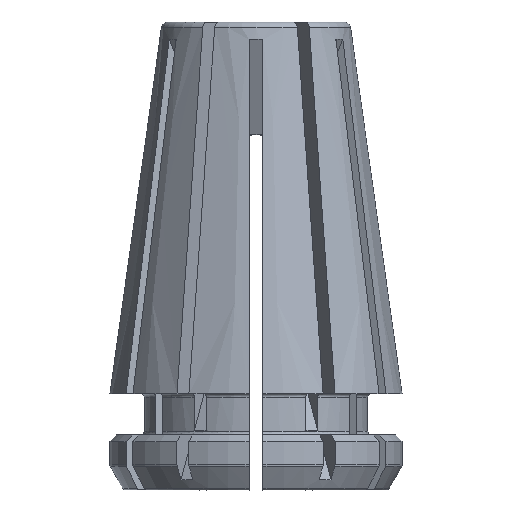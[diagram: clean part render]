
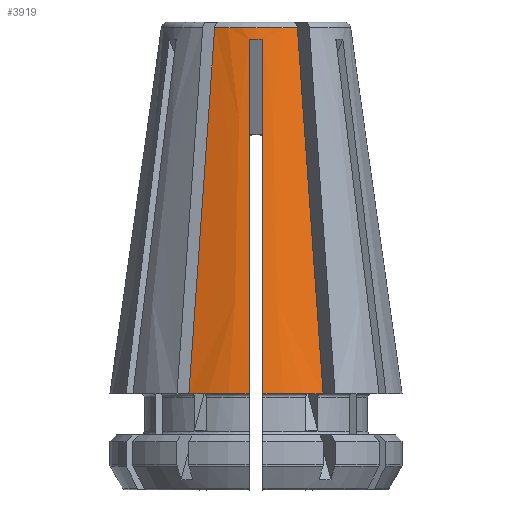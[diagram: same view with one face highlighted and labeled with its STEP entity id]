
A CAD part, left-side view. The second image highlights one B-rep face of the part: STEP entity #3919.
In plain terms, the highlighted conical face has half-angle 8 degrees and reference radius 4.25 mm.
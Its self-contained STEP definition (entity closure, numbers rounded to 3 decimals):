
#27=CONICAL_SURFACE('',#4339,4.25,0.14);
#107=ELLIPSE('',#4340,9.404,3.816);
#183=B_SPLINE_CURVE_WITH_KNOTS('',3,(#5943,#5944,#5945,#5946,#5947,#5948,
#5949,#5950,#5951,#5952),.UNSPECIFIED.,.F.,.F.,(4,3,3,4),(0.012,
0.013,0.018,0.023),.UNSPECIFIED.);
#186=B_SPLINE_CURVE_WITH_KNOTS('',3,(#5980,#5981,#5982,#5983,#5984,#5985,
#5986),.UNSPECIFIED.,.F.,.F.,(4,3,4),(0.,0.007,
0.011),.UNSPECIFIED.);
#244=B_SPLINE_CURVE_WITH_KNOTS('',3,(#6880,#6881,#6882,#6883,#6884,#6885,
#6886),.UNSPECIFIED.,.F.,.F.,(4,3,4),(0.,0.007,
0.011),.UNSPECIFIED.);
#258=B_SPLINE_CURVE_WITH_KNOTS('',3,(#7034,#7035,#7036,#7037,#7038,#7039,
#7040,#7041,#7042,#7043),.UNSPECIFIED.,.F.,.F.,(4,3,3,4),(0.012,
0.013,0.018,0.023),.UNSPECIFIED.);
#1448=ORIENTED_EDGE('',*,*,#2512,.F.);
#1449=ORIENTED_EDGE('',*,*,#2513,.T.);
#1450=ORIENTED_EDGE('',*,*,#2132,.T.);
#1451=ORIENTED_EDGE('',*,*,#2288,.T.);
#1452=ORIENTED_EDGE('',*,*,#2462,.T.);
#1453=ORIENTED_EDGE('',*,*,#2514,.F.);
#1454=ORIENTED_EDGE('',*,*,#2142,.F.);
#1455=ORIENTED_EDGE('',*,*,#2262,.T.);
#2132=EDGE_CURVE('',#2728,#2742,#183,.T.);
#2142=EDGE_CURVE('',#2752,#2753,#186,.T.);
#2262=EDGE_CURVE('',#2752,#2839,#3139,.T.);
#2288=EDGE_CURVE('',#2742,#2859,#3156,.T.);
#2462=EDGE_CURVE('',#2859,#2990,#244,.T.);
#2512=EDGE_CURVE('',#3018,#2839,#258,.T.);
#2513=EDGE_CURVE('',#3018,#2728,#107,.T.);
#2514=EDGE_CURVE('',#2753,#2990,#3238,.T.);
#2728=VERTEX_POINT('',#5887);
#2742=VERTEX_POINT('',#5942);
#2752=VERTEX_POINT('',#5979);
#2753=VERTEX_POINT('',#5987);
#2839=VERTEX_POINT('',#6300);
#2859=VERTEX_POINT('',#6371);
#2990=VERTEX_POINT('',#6879);
#3018=VERTEX_POINT('',#7044);
#3139=CIRCLE('',#4161,4.25);
#3156=CIRCLE('',#4187,4.25);
#3238=CIRCLE('',#4341,2.756);
#3405=EDGE_LOOP('',(#1448,#1449,#1450,#1451,#1452,#1453,#1454,#1455));
#3617=FACE_BOUND('',#3405,.T.);
#3919=ADVANCED_FACE('',(#3617),#27,.T.);
#4161=AXIS2_PLACEMENT_3D('',#6301,#4849,#4850);
#4187=AXIS2_PLACEMENT_3D('',#6370,#4905,#4906);
#4339=AXIS2_PLACEMENT_3D('',#7033,#5300,#5301);
#4340=AXIS2_PLACEMENT_3D('',#7045,#5302,#5303);
#4341=AXIS2_PLACEMENT_3D('',#7046,#5304,#5305);
#4849=DIRECTION('',(0.,0.,1.));
#4850=DIRECTION('',(1.,0.,0.));
#4905=DIRECTION('',(0.,0.,1.));
#4906=DIRECTION('',(1.,0.,0.));
#5300=DIRECTION('',(0.,0.,-1.));
#5301=DIRECTION('',(-1.,0.,0.));
#5302=DIRECTION('',(0.905,0.,0.425));
#5303=DIRECTION('',(0.425,0.,-0.905));
#5304=DIRECTION('',(0.,0.,1.));
#5305=DIRECTION('',(1.,0.,0.));
#5887=CARTESIAN_POINT('',(-2.797,-0.2,13.088));
#5942=CARTESIAN_POINT('',(-4.245,-0.2,2.8));
#5943=CARTESIAN_POINT('',(-2.797,-0.2,13.088));
#5944=CARTESIAN_POINT('',(-2.816,-0.2,12.956));
#5945=CARTESIAN_POINT('',(-2.834,-0.2,12.824));
#5946=CARTESIAN_POINT('',(-2.853,-0.2,12.691));
#5947=CARTESIAN_POINT('',(-3.086,-0.2,11.034));
#5948=CARTESIAN_POINT('',(-3.32,-0.2,9.377));
#5949=CARTESIAN_POINT('',(-3.553,-0.2,7.72));
#5950=CARTESIAN_POINT('',(-3.784,-0.2,6.08));
#5951=CARTESIAN_POINT('',(-4.015,-0.2,4.44));
#5952=CARTESIAN_POINT('',(-4.245,-0.2,2.8));
#5979=CARTESIAN_POINT('',(-3.777,1.949,2.8));
#5980=CARTESIAN_POINT('',(-3.777,1.949,2.8));
#5981=CARTESIAN_POINT('',(-3.476,1.776,5.263));
#5982=CARTESIAN_POINT('',(-3.176,1.603,7.726));
#5983=CARTESIAN_POINT('',(-2.876,1.429,10.189));
#5984=CARTESIAN_POINT('',(-2.744,1.353,11.268));
#5985=CARTESIAN_POINT('',(-2.613,1.277,12.348));
#5986=CARTESIAN_POINT('',(-2.481,1.201,13.428));
#5987=CARTESIAN_POINT('',(-2.481,1.201,13.428));
#6300=CARTESIAN_POINT('',(-4.245,0.2,2.8));
#6301=CARTESIAN_POINT('',(0.,0.,2.8));
#6370=CARTESIAN_POINT('',(0.,0.,2.8));
#6371=CARTESIAN_POINT('',(-3.777,-1.949,2.8));
#6879=CARTESIAN_POINT('',(-2.481,-1.201,13.428));
#6880=CARTESIAN_POINT('',(-3.777,-1.949,2.8));
#6881=CARTESIAN_POINT('',(-3.476,-1.776,5.263));
#6882=CARTESIAN_POINT('',(-3.176,-1.603,7.726));
#6883=CARTESIAN_POINT('',(-2.876,-1.429,10.189));
#6884=CARTESIAN_POINT('',(-2.744,-1.353,11.268));
#6885=CARTESIAN_POINT('',(-2.613,-1.277,12.348));
#6886=CARTESIAN_POINT('',(-2.481,-1.201,13.428));
#7033=CARTESIAN_POINT('',(0.,0.,2.8));
#7034=CARTESIAN_POINT('',(-2.797,0.2,13.088));
#7035=CARTESIAN_POINT('',(-2.816,0.2,12.956));
#7036=CARTESIAN_POINT('',(-2.834,0.2,12.824));
#7037=CARTESIAN_POINT('',(-2.853,0.2,12.691));
#7038=CARTESIAN_POINT('',(-3.086,0.2,11.034));
#7039=CARTESIAN_POINT('',(-3.32,0.2,9.377));
#7040=CARTESIAN_POINT('',(-3.553,0.2,7.72));
#7041=CARTESIAN_POINT('',(-3.784,0.2,6.08));
#7042=CARTESIAN_POINT('',(-4.015,0.2,4.44));
#7043=CARTESIAN_POINT('',(-4.245,0.2,2.8));
#7044=CARTESIAN_POINT('',(-2.797,0.2,13.088));
#7045=CARTESIAN_POINT('',(1.196,0.,4.588));
#7046=CARTESIAN_POINT('',(0.,0.,13.428));
